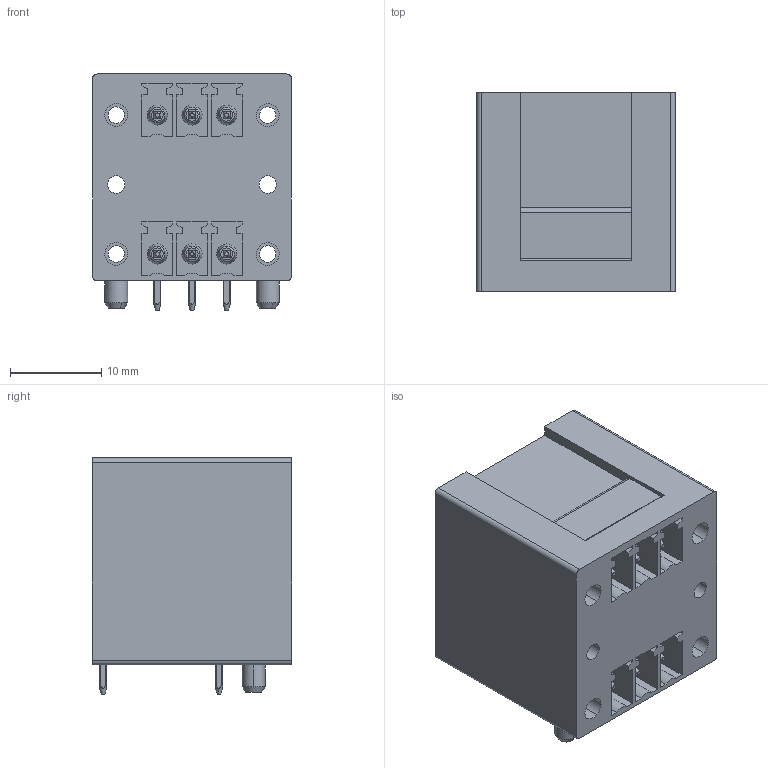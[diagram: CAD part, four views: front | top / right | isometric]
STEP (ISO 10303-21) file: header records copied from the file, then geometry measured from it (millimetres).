
FILE_DESCRIPTION(('CATIA V5 STEP Exchange','CAx-IF Rec.Pracs.--- Model Styling and Organization---1.2---2011-12-15'),'2;1');
FILE_NAME ('D1460809_0_1973590000_1973590000.stp','2018-09-29T09:43:55+00:00',('none'),('Weidmueller'),'CATIA Version 5-6 Release 2014','CATIA V5 STEP AP214','none');
FILE_SCHEMA(('AUTOMOTIVE_DESIGN { 1 0 10303 214 1 1 1 1 }'));
Length unit declared in the file: millimetre
Products named in the file (1): 1973590000
Bounding box: 21.82 x 21.9 x 25.9 mm (x, y, z)
Volume: 9556.3 mm3; surface area: 5470.5 mm2
Topology: 9 solids, 9 shells, 438 faces, 1182 edges, 778 vertices
Faces by surface type: plane 266, cylinder 120, cone 40, torus 12
Entity records: 13284 total; most frequent: CARTESIAN_POINT 3520, ORIENTED_EDGE 2364, DIRECTION 1402, EDGE_CURVE 1182, VECTOR 790, LINE 790, VERTEX_POINT 778, EDGE_LOOP 478
